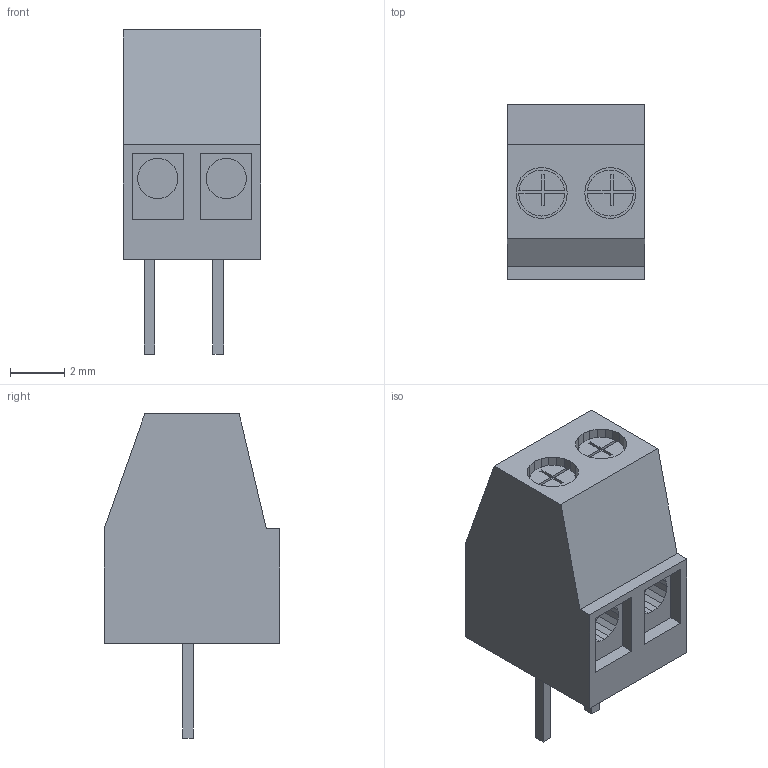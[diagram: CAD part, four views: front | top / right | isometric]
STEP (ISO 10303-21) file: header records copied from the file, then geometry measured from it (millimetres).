
FILE_DESCRIPTION(('FreeCAD Model'),'2;1');
FILE_NAME('TerminalBlock_1x02_P2_54mm_Horizontal.step', '2020-11-27T13:38:13',('kicad StepUp'),('ksu MCAD'), 'Open CASCADE STEP processor 7.4','FreeCAD','Unknown');
FILE_SCHEMA(('AUTOMOTIVE_DESIGN { 1 0 10303 214 1 1 1 1 }'));
Length unit declared in the file: millimetre
Products named in the file (1): TerminalBlock_1x02_P2_54mm_Horizontal
Bounding box: 5.08 x 6.5 x 12 mm (x, y, z)
Volume: 228 mm3; surface area: 322.9 mm2
Topology: 5 solids, 9 shells, 313 faces, 861 edges, 574 vertices
Faces by surface type: plane 313
Entity records: 11924 total; most frequent: CARTESIAN_POINT 1749, ORIENTED_EDGE 1722, DIRECTION 1489, EDGE_CURVE 861, LINE 861, VECTOR 861, VERTEX_POINT 574, FACE_BOUND 321
